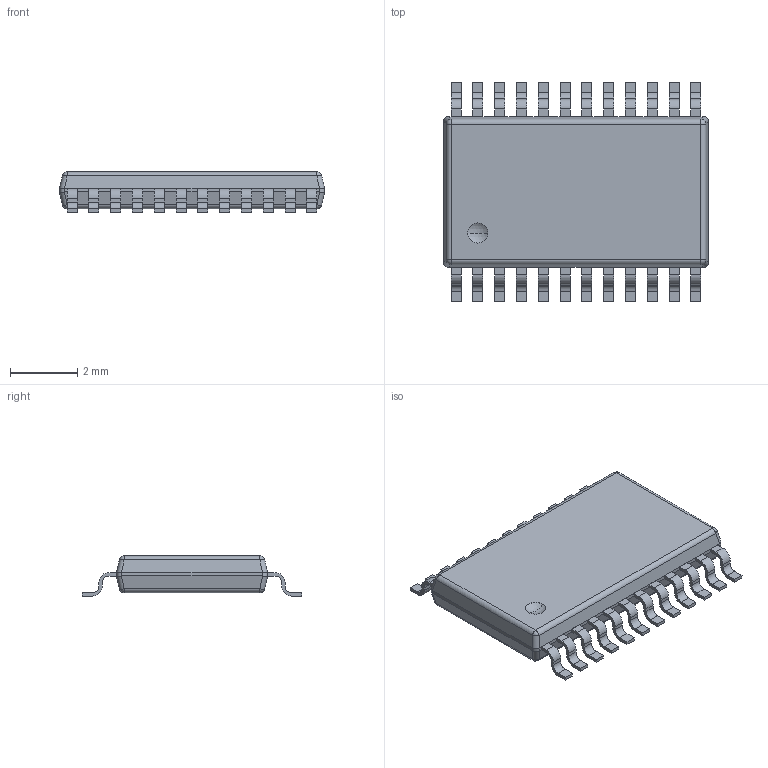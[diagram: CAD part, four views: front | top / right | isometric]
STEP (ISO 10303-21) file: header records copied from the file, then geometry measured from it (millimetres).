
FILE_DESCRIPTION (( 'STEP AP214' ), '1' );
FILE_NAME ('User Library-User Library-TSSOP-24.STEP', '2015-11-30T04:37:21', ( 'Windows User' ), ( '' ), 'SwSTEP 2.0', 'SolidWorks 2016', '' );
FILE_SCHEMA (( 'AUTOMOTIVE_DESIGN' ));
Length unit declared in the file: millimetre
Products named in the file (1): User Library-User Library-TSSOP-24
Bounding box: 7.9 x 6.55 x 1.2 mm (x, y, z)
Volume: 38.6 mm3; surface area: 119 mm2
Topology: 13 solids, 13 shells, 382 faces, 992 edges, 637 vertices
Faces by surface type: plane 254, cylinder 118, sphere 10
Entity records: 12334 total; most frequent: CARTESIAN_POINT 2084, ORIENTED_EDGE 1984, DIRECTION 1956, EDGE_CURVE 992, VECTOR 746, LINE 746, VERTEX_POINT 637, AXIS2_PLACEMENT_3D 605
